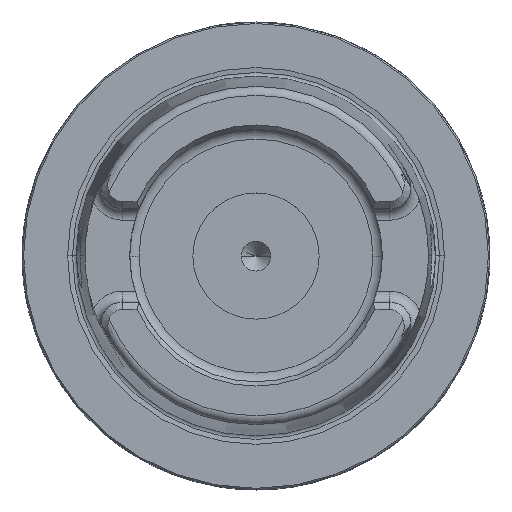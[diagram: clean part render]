
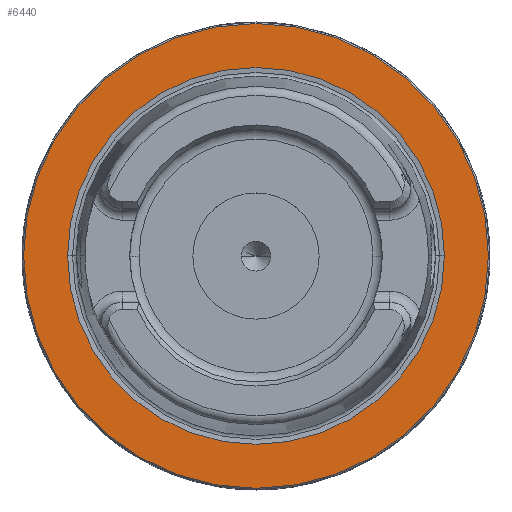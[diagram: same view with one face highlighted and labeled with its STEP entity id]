
A CAD part, top view. The second image highlights one B-rep face of the part: STEP entity #6440.
In plain terms, the highlighted planar face has unit normal (0, 0, 1).
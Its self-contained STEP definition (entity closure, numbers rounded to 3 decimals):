
#2023=CARTESIAN_POINT('',(0.,0.,0.));
#2024=DIRECTION('',(0.,0.,1.));
#2025=DIRECTION('',(1.,0.,0.));
#2026=AXIS2_PLACEMENT_3D('',#2023,#2024,#2025);
#2039=CARTESIAN_POINT('',(0.,0.,0.));
#2040=DIRECTION('',(0.,0.,-1.));
#2041=DIRECTION('',(1.,0.,0.));
#2042=AXIS2_PLACEMENT_3D('',#2039,#2040,#2041);
#2061=CARTESIAN_POINT('',(0.,0.,0.));
#2062=DIRECTION('',(0.,0.,1.));
#2063=DIRECTION('',(1.,0.,0.));
#2064=AXIS2_PLACEMENT_3D('',#2061,#2062,#2063);
#4630=CARTESIAN_POINT('',(0.,0.,0.));
#4631=DIRECTION('',(0.,0.,-1.));
#4632=DIRECTION('',(1.,0.,0.));
#4633=AXIS2_PLACEMENT_3D('',#4630,#4631,#4632);
#4696=CARTESIAN_POINT('',(25.374,0.,0.));
#4698=VERTEX_POINT('',#4696);
#4708=CARTESIAN_POINT('',(-25.374,0.,0.));
#4710=VERTEX_POINT('',#4708);
#4976=CARTESIAN_POINT('',(31.3,0.,0.));
#4977=CARTESIAN_POINT('',(-31.3,0.,0.));
#4978=VERTEX_POINT('',#4976);
#4979=VERTEX_POINT('',#4977);
#6424=CARTESIAN_POINT('',(0.,0.,0.));
#6425=DIRECTION('',(0.,0.,-1.));
#6426=DIRECTION('',(-1.,0.,0.));
#6427=AXIS2_PLACEMENT_3D('',#6424,#6425,#6426);
#6428=PLANE('',#6427);
#6429=ORIENTED_EDGE('',*,*,#6414,.F.);
#6431=ORIENTED_EDGE('',*,*,#6430,.T.);
#6432=EDGE_LOOP('',(#6429,#6431));
#6433=FACE_OUTER_BOUND('',#6432,.F.);
#6435=ORIENTED_EDGE('',*,*,#6434,.F.);
#6437=ORIENTED_EDGE('',*,*,#6436,.T.);
#6438=EDGE_LOOP('',(#6435,#6437));
#6439=FACE_BOUND('',#6438,.F.);
#2027=CIRCLE('',#2026,31.3);
#2043=CIRCLE('',#2042,25.374);
#2065=CIRCLE('',#2064,25.374);
#4634=CIRCLE('',#4633,31.3);
#6414=EDGE_CURVE('',#4978,#4979,#2027,.T.);
#6430=EDGE_CURVE('',#4978,#4979,#4634,.T.);
#6434=EDGE_CURVE('',#4698,#4710,#2043,.T.);
#6436=EDGE_CURVE('',#4698,#4710,#2065,.T.);
#6440=ADVANCED_FACE('',(#6433,#6439),#6428,.F.);
